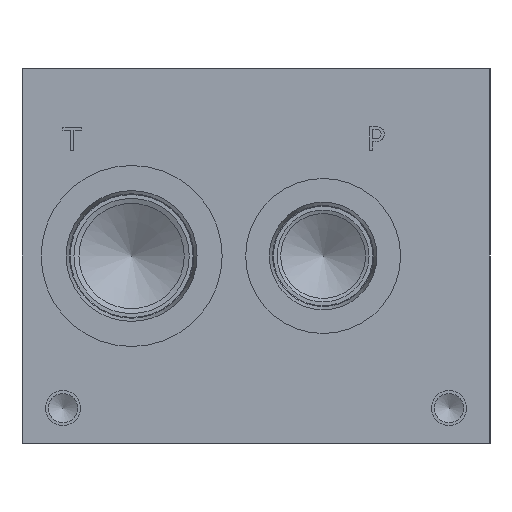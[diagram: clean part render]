
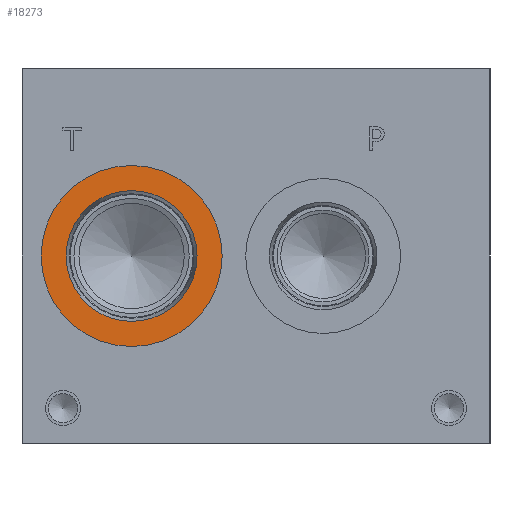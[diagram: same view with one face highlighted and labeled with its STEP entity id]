
A CAD part, left-side view. The second image highlights one B-rep face of the part: STEP entity #18273.
In plain terms, the highlighted planar face has unit normal (-1, 0, 0).
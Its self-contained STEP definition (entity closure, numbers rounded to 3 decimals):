
#639=CIRCLE('',#19167,24.562);
#640=CIRCLE('',#19168,24.562);
#641=CIRCLE('',#19170,17.755);
#642=CIRCLE('',#19171,17.755);
#1606=FACE_BOUND('',#3457,.T.);
#2398=FACE_OUTER_BOUND('',#3456,.T.);
#3456=EDGE_LOOP('',(#15143,#15144));
#3457=EDGE_LOOP('',(#15145,#15146));
#8249=VERTEX_POINT('',#30920);
#8250=VERTEX_POINT('',#30922);
#8251=VERTEX_POINT('',#30926);
#8252=VERTEX_POINT('',#30927);
#10672=EDGE_CURVE('',#8249,#8250,#639,.T.);
#10673=EDGE_CURVE('',#8250,#8249,#640,.T.);
#10674=EDGE_CURVE('',#8251,#8252,#641,.T.);
#10675=EDGE_CURVE('',#8252,#8251,#642,.T.);
#15143=ORIENTED_EDGE('',*,*,#10673,.F.);
#15144=ORIENTED_EDGE('',*,*,#10672,.F.);
#15145=ORIENTED_EDGE('',*,*,#10674,.T.);
#15146=ORIENTED_EDGE('',*,*,#10675,.T.);
#16897=PLANE('',#19169);
#18273=ADVANCED_FACE('',(#2398,#1606),#16897,.F.);
#19167=AXIS2_PLACEMENT_3D('',#30923,#22449,#22450);
#19168=AXIS2_PLACEMENT_3D('',#30924,#22451,#22452);
#19169=AXIS2_PLACEMENT_3D('',#30925,#22453,#22454);
#19170=AXIS2_PLACEMENT_3D('',#30928,#22455,#22456);
#19171=AXIS2_PLACEMENT_3D('',#30929,#22457,#22458);
#22449=DIRECTION('center_axis',(1.,0.,0.));
#22450=DIRECTION('ref_axis',(0.,0.,-1.));
#22451=DIRECTION('center_axis',(1.,0.,0.));
#22452=DIRECTION('ref_axis',(0.,0.,-1.));
#22453=DIRECTION('center_axis',(1.,0.,0.));
#22454=DIRECTION('ref_axis',(0.,0.,-1.));
#22455=DIRECTION('center_axis',(1.,0.,0.));
#22456=DIRECTION('ref_axis',(0.,0.,-1.));
#22457=DIRECTION('center_axis',(1.,0.,0.));
#22458=DIRECTION('ref_axis',(0.,0.,-1.));
#30920=CARTESIAN_POINT('',(0.787,97.257,26.238));
#30922=CARTESIAN_POINT('',(0.787,97.257,75.362));
#30923=CARTESIAN_POINT('Origin',(0.787,97.257,50.8));
#30924=CARTESIAN_POINT('Origin',(0.787,97.257,50.8));
#30925=CARTESIAN_POINT('Origin',(0.787,97.257,68.555));
#30926=CARTESIAN_POINT('',(0.787,97.257,68.555));
#30927=CARTESIAN_POINT('',(0.787,97.257,33.045));
#30928=CARTESIAN_POINT('Origin',(0.787,97.257,50.8));
#30929=CARTESIAN_POINT('Origin',(0.787,97.257,50.8));
